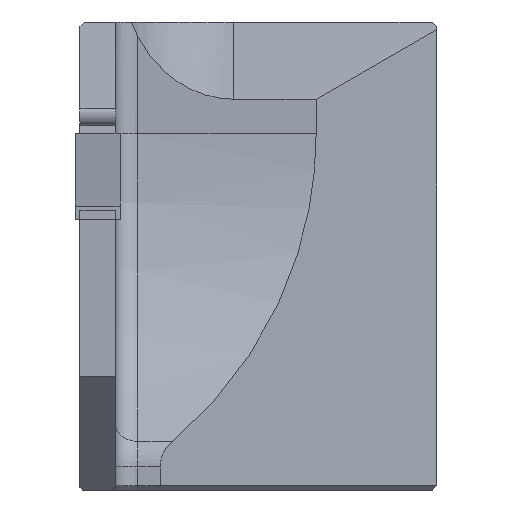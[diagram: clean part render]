
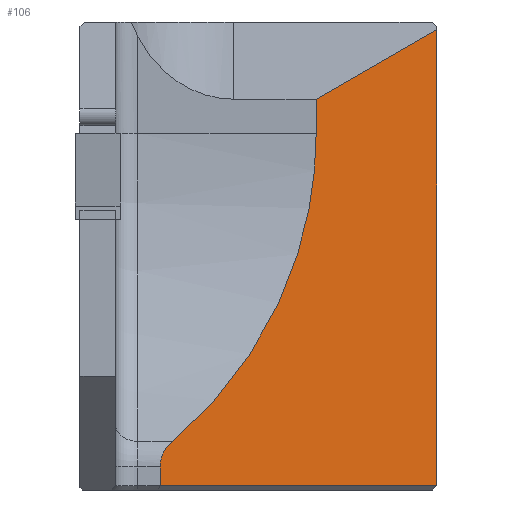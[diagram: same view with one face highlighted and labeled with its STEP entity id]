
A CAD part, left-side view. The second image highlights one B-rep face of the part: STEP entity #106.
In plain terms, the highlighted planar face has unit normal (-0.707, -0.707, 0).
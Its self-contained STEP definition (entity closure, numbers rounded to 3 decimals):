
#57=PLANE('',#1024);
#101=ELLIPSE('',#1022,25.456,18.);
#102=ELLIPSE('',#1023,2.121,1.5);
#106=ADVANCED_FACE('',(#169),#57,.T.);
#169=FACE_OUTER_BOUND('',#225,.T.);
#225=EDGE_LOOP('',(#529,#530,#531,#532,#533,#534,#535));
#282=LINE('',#1378,#396);
#283=LINE('',#1381,#397);
#284=LINE('',#1383,#398);
#285=LINE('',#1389,#399);
#286=LINE('',#1391,#400);
#396=VECTOR('',#1105,1.);
#397=VECTOR('',#1106,1.);
#398=VECTOR('',#1107,1.);
#399=VECTOR('',#1112,1.);
#400=VECTOR('',#1113,1.);
#529=ORIENTED_EDGE('',*,*,#885,.F.);
#530=ORIENTED_EDGE('',*,*,#886,.T.);
#531=ORIENTED_EDGE('',*,*,#887,.F.);
#532=ORIENTED_EDGE('',*,*,#888,.F.);
#533=ORIENTED_EDGE('',*,*,#889,.F.);
#534=ORIENTED_EDGE('',*,*,#890,.F.);
#535=ORIENTED_EDGE('',*,*,#891,.T.);
#801=VERTEX_POINT('',#1379);
#802=VERTEX_POINT('',#1380);
#803=VERTEX_POINT('',#1382);
#804=VERTEX_POINT('',#1384);
#805=VERTEX_POINT('',#1386);
#806=VERTEX_POINT('',#1388);
#807=VERTEX_POINT('',#1390);
#885=EDGE_CURVE('',#801,#802,#282,.T.);
#886=EDGE_CURVE('',#801,#803,#283,.T.);
#887=EDGE_CURVE('',#804,#803,#284,.T.);
#888=EDGE_CURVE('',#805,#804,#101,.T.);
#889=EDGE_CURVE('',#806,#805,#102,.T.);
#890=EDGE_CURVE('',#807,#806,#285,.T.);
#891=EDGE_CURVE('',#807,#802,#286,.T.);
#1022=AXIS2_PLACEMENT_3D('',#1385,#1108,#1109);
#1023=AXIS2_PLACEMENT_3D('',#1387,#1110,#1111);
#1024=AXIS2_PLACEMENT_3D('',#1392,#1114,#1115);
#1105=DIRECTION('',(0.,0.,-1.));
#1106=DIRECTION('',(-0.655,0.655,-0.378));
#1107=DIRECTION('',(0.,0.,1.));
#1108=DIRECTION('',(-0.707,-0.707,0.));
#1109=DIRECTION('',(-0.707,0.707,0.));
#1110=DIRECTION('',(0.707,0.707,0.));
#1111=DIRECTION('',(-0.707,0.707,0.));
#1112=DIRECTION('',(0.,0.,1.));
#1113=DIRECTION('',(0.707,-0.707,0.));
#1114=DIRECTION('',(-0.707,-0.707,0.));
#1115=DIRECTION('',(-0.707,0.707,0.));
#1378=CARTESIAN_POINT('',(23.4,0.,-20.));
#1379=CARTESIAN_POINT('',(23.4,0.,4.654));
#1380=CARTESIAN_POINT('',(23.4,0.,-15.8));
#1381=CARTESIAN_POINT('',(17.3,6.1,1.132));
#1382=CARTESIAN_POINT('',(18.,5.4,1.536));
#1383=CARTESIAN_POINT('',(18.,5.4,-20.));
#1384=CARTESIAN_POINT('',(18.,5.4,0.));
#1385=CARTESIAN_POINT('',(0.,23.4,0.));
#1386=CARTESIAN_POINT('',(11.538,11.862,-13.815));
#1387=CARTESIAN_POINT('',(12.5,10.9,-14.967));
#1388=CARTESIAN_POINT('',(11.,12.4,-14.967));
#1389=CARTESIAN_POINT('',(11.,12.4,-20.));
#1390=CARTESIAN_POINT('',(11.,12.4,-15.8));
#1391=CARTESIAN_POINT('',(11.,12.4,-15.8));
#1392=CARTESIAN_POINT('',(23.4,0.,-20.));
